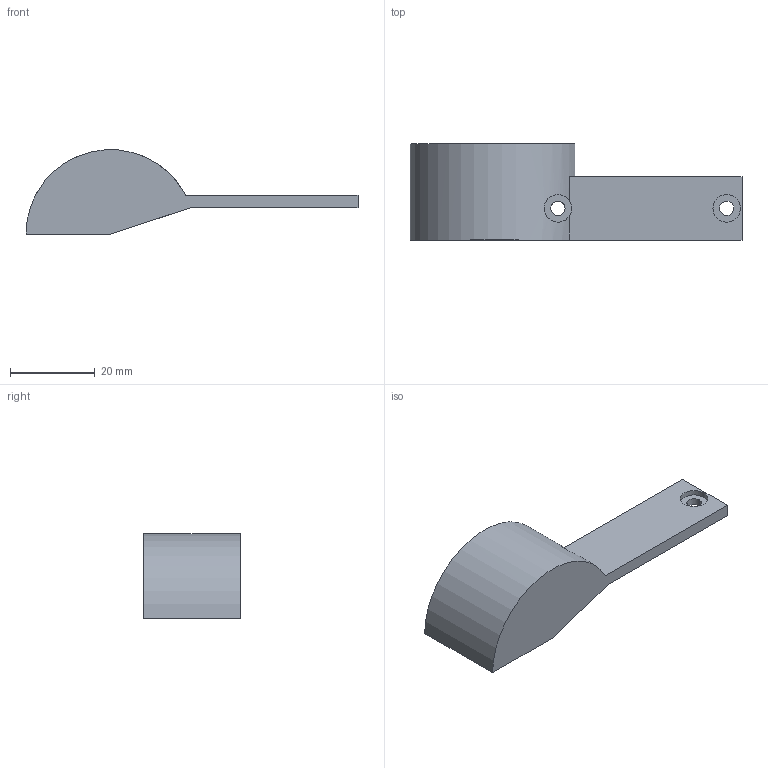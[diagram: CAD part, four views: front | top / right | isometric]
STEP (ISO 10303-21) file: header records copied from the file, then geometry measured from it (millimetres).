
FILE_DESCRIPTION (( 'STEP AP214' ), '1' );
FILE_NAME ('Stator Mount.STEP', '2026-01-05T01:07:18', ( '' ), ( '' ), 'SwSTEP 2.0', 'SolidWorks 2025', '' );
FILE_SCHEMA (( 'AUTOMOTIVE_DESIGN' ));
Length unit declared in the file: millimetre
Products named in the file (1): Stator Mount
Bounding box: 78.57 x 22.75 x 19.95 mm (x, y, z)
Volume: 12392 mm3; surface area: 5006.4 mm2
Topology: 1 solids, 1 shells, 21 faces, 53 edges, 35 vertices
Faces by surface type: plane 11, cylinder 10
Entity records: 723 total; most frequent: CARTESIAN_POINT 174, DIRECTION 112, ORIENTED_EDGE 106, EDGE_CURVE 53, AXIS2_PLACEMENT_3D 41, VERTEX_POINT 35, LINE 30, VECTOR 30
